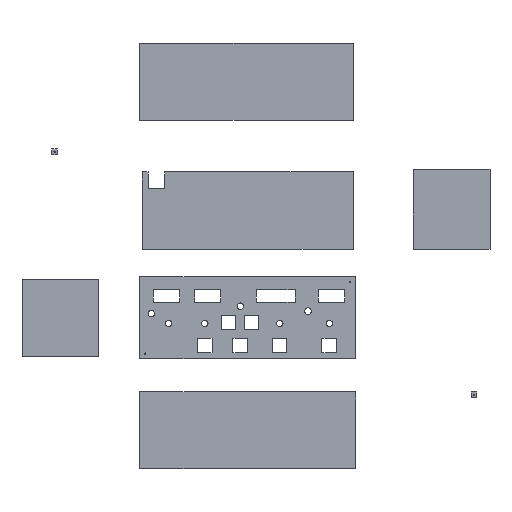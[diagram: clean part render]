
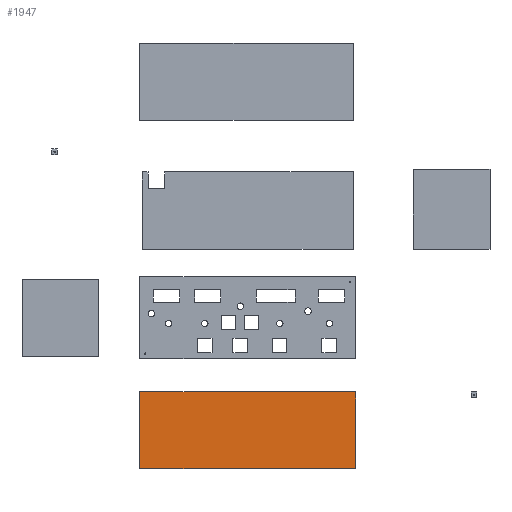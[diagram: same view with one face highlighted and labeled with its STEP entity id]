
A CAD part, top view. The second image highlights one B-rep face of the part: STEP entity #1947.
In plain terms, the highlighted planar face has unit normal (0, 0, 1).
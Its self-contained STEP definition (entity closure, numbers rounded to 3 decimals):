
#126=PLANE('',#2092);
#229=FACE_OUTER_BOUND('',#372,.T.);
#372=EDGE_LOOP('',(#1692,#1693,#1694,#1695));
#560=LINE('',#2966,#799);
#564=LINE('',#2975,#803);
#570=LINE('',#2985,#809);
#571=LINE('',#2987,#810);
#799=VECTOR('',#2435,10.);
#803=VECTOR('',#2441,10.);
#809=VECTOR('',#2451,10.);
#810=VECTOR('',#2454,10.);
#1025=VERTEX_POINT('',#2964);
#1026=VERTEX_POINT('',#2965);
#1029=VERTEX_POINT('',#2973);
#1030=VERTEX_POINT('',#2974);
#1252=EDGE_CURVE('',#1025,#1026,#560,.T.);
#1256=EDGE_CURVE('',#1029,#1030,#564,.T.);
#1262=EDGE_CURVE('',#1030,#1025,#570,.T.);
#1263=EDGE_CURVE('',#1026,#1029,#571,.T.);
#1692=ORIENTED_EDGE('',*,*,#1263,.T.);
#1693=ORIENTED_EDGE('',*,*,#1256,.T.);
#1694=ORIENTED_EDGE('',*,*,#1262,.T.);
#1695=ORIENTED_EDGE('',*,*,#1252,.T.);
#1947=ADVANCED_FACE('',(#229),#126,.T.);
#2092=AXIS2_PLACEMENT_3D('',#2988,#2455,#2456);
#2435=DIRECTION('',(-1.,0.,0.));
#2441=DIRECTION('',(1.,0.,0.));
#2451=DIRECTION('',(0.,1.,0.));
#2454=DIRECTION('',(0.,-1.,0.));
#2455=DIRECTION('center_axis',(0.,0.,1.));
#2456=DIRECTION('ref_axis',(0.,-1.,0.));
#2964=CARTESIAN_POINT('',(262.,-170.,3.));
#2965=CARTESIAN_POINT('',(0.,-170.,3.));
#2966=CARTESIAN_POINT('',(131.,-170.,3.));
#2973=CARTESIAN_POINT('',(0.,-263.,3.));
#2974=CARTESIAN_POINT('',(262.,-263.,3.));
#2975=CARTESIAN_POINT('',(131.,-263.,3.));
#2985=CARTESIAN_POINT('',(262.,-193.25,3.));
#2987=CARTESIAN_POINT('',(0.,-193.25,3.));
#2988=CARTESIAN_POINT('Origin',(131.,-216.5,3.));
